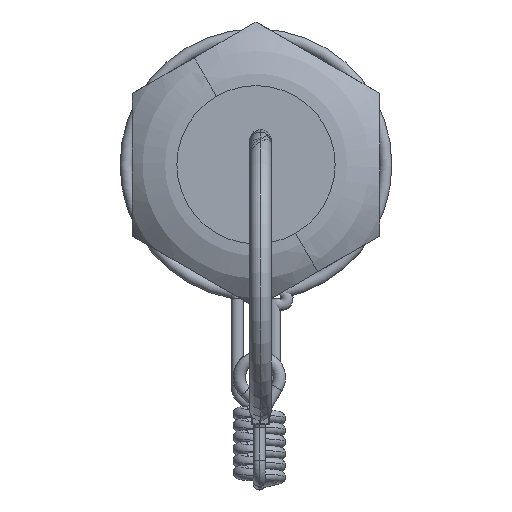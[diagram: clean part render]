
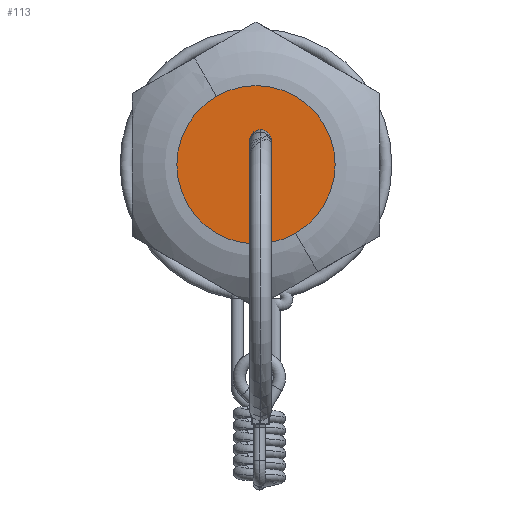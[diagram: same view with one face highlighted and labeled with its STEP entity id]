
A CAD part, front view. The second image highlights one B-rep face of the part: STEP entity #113.
In plain terms, the highlighted face is planar.
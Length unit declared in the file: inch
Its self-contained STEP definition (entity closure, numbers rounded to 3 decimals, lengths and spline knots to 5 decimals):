
#113 = ADVANCED_FACE ( 'NONE', ( #2308 ), #11205, .F. ) ;
#206 = CARTESIAN_POINT ( 'NONE',  ( 0., 0., 0. ) ) ;
#689 = CARTESIAN_POINT ( 'NONE',  ( 0., 0., 0. ) ) ;
#1243 = DIRECTION ( 'NONE',  ( 0., 0., -1. ) ) ;
#1970 = VERTEX_POINT ( 'NONE', #4058 ) ;
#2012 = VERTEX_POINT ( 'NONE', #7845 ) ;
#2247 = EDGE_CURVE ( 'NONE', #2012, #1970, #9998, .T. ) ;
#2308 = FACE_OUTER_BOUND ( 'NONE', #5119, .T. ) ;
#3096 = CARTESIAN_POINT ( 'NONE',  ( 0., 0., 0. ) ) ;
#3121 = AXIS2_PLACEMENT_3D ( 'NONE', #206, #8187, #1243 ) ;
#4058 = CARTESIAN_POINT ( 'NONE',  ( 0., 0., -0.4 ) ) ;
#5119 = EDGE_LOOP ( 'NONE', ( #10536, #10877 ) ) ;
#5165 = CIRCLE ( 'NONE', #7981, 0.4 ) ;
#6545 = AXIS2_PLACEMENT_3D ( 'NONE', #689, #7772, #6653 ) ;
#6653 = DIRECTION ( 'NONE',  ( 0., 0., 1. ) ) ;
#7586 = EDGE_CURVE ( 'NONE', #1970, #2012, #5165, .T. ) ;
#7772 = DIRECTION ( 'NONE',  ( -1., 0., 0. ) ) ;
#7845 = CARTESIAN_POINT ( 'NONE',  ( 0., 0., 0.4 ) ) ;
#7964 = DIRECTION ( 'NONE',  ( 0., 0., 1. ) ) ;
#7981 = AXIS2_PLACEMENT_3D ( 'NONE', #3096, #8106, #7964 ) ;
#8106 = DIRECTION ( 'NONE',  ( -1., 0., 0. ) ) ;
#8187 = DIRECTION ( 'NONE',  ( 1., 0., 0. ) ) ;
#9998 = CIRCLE ( 'NONE', #6545, 0.4 ) ;
#10536 = ORIENTED_EDGE ( 'NONE', *, *, #2247, .T. ) ;
#10877 = ORIENTED_EDGE ( 'NONE', *, *, #7586, .T. ) ;
#11205 = PLANE ( 'NONE',  #3121 ) ;
